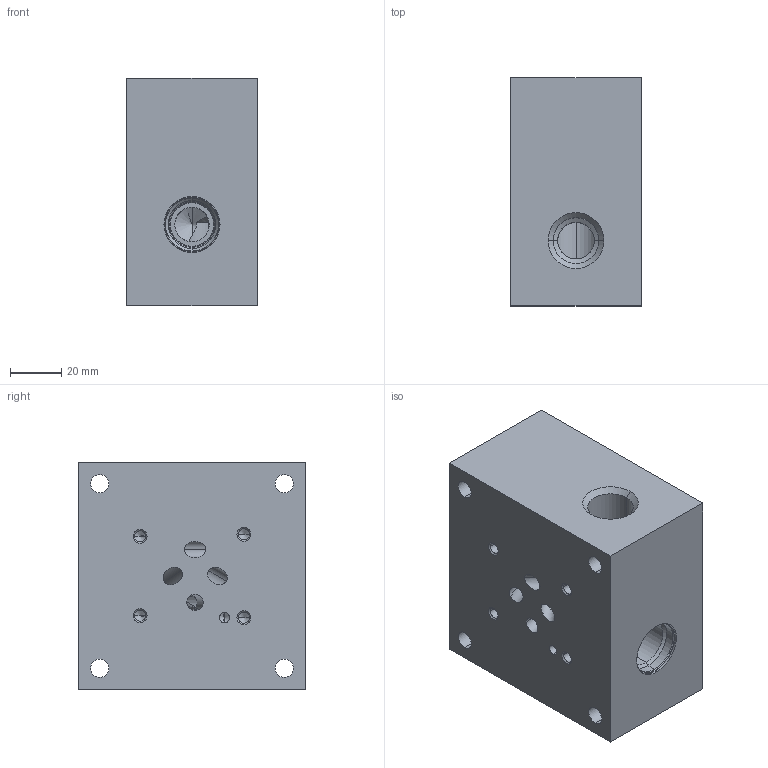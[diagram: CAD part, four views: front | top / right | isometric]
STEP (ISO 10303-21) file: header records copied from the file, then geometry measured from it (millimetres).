
FILE_DESCRIPTION((''),'2;1');
FILE_NAME('WCE_ASM','2022-10-24T',('ProEService'),(''),'PRO/ENGINEER BY PARAMETRIC TECHNOLOGY CORPORATION, 2014200','PRO/ENGINEER BY PARAMETRIC TECHNOLOGY CORPORATION, 2014200','');
FILE_SCHEMA(('CONFIG_CONTROL_DESIGN'));
Length unit declared in the file: inch
Products named in the file (2): 152-843-001; WCE_ASM
Assembly tree (1 placements, depth 2):
  WCE_ASM
    152-843-001
Bounding box: 50.8 x 88.9 x 88.9 mm (x, y, z)
Volume: 341428.2 mm3; surface area: 50688.2 mm2
Topology: 1 solids, 1 shells, 113 faces, 493 edges, 479 vertices
Faces by surface type: cylinder 51, cone 48, plane 8, sphere 4, torus 2
Entity records: 5802 total; most frequent: CARTESIAN_POINT 2033, DIRECTION 778, ORIENTED_EDGE 538, VECTOR 314, LINE 314, EDGE_CURVE 269, AXIS2_PLACEMENT_3D 232, TRIMMED_CURVE 204
